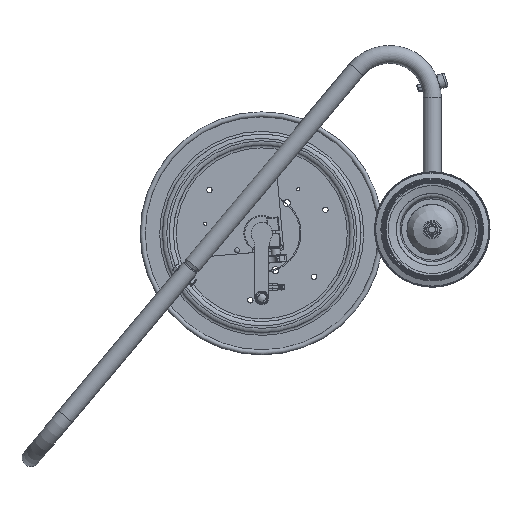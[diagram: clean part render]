
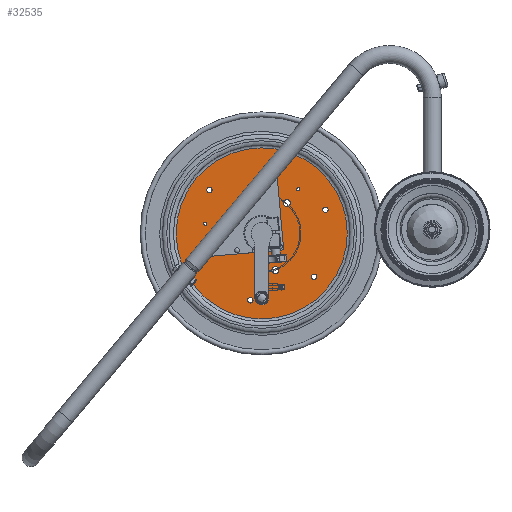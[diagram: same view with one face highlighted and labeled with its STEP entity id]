
A CAD part, left-side view. The second image highlights one B-rep face of the part: STEP entity #32535.
In plain terms, the highlighted planar face has unit normal (-1, 0, 0).
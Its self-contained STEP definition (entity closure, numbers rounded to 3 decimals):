
#784=FACE_BOUND('',#5170,.T.);
#785=FACE_BOUND('',#5171,.T.);
#786=FACE_BOUND('',#5172,.T.);
#787=FACE_BOUND('',#5173,.T.);
#788=FACE_BOUND('',#5174,.T.);
#789=FACE_BOUND('',#5175,.T.);
#790=FACE_BOUND('',#5176,.T.);
#791=FACE_BOUND('',#5177,.T.);
#792=FACE_BOUND('',#5178,.T.);
#793=FACE_BOUND('',#5179,.T.);
#794=FACE_BOUND('',#5180,.T.);
#795=FACE_BOUND('',#5181,.T.);
#796=FACE_BOUND('',#5182,.T.);
#1938=CIRCLE('',#35074,0.43);
#1939=CIRCLE('',#35076,0.25);
#1940=CIRCLE('',#35078,0.25);
#1941=CIRCLE('',#35080,0.25);
#1942=CIRCLE('',#35082,0.188);
#1943=CIRCLE('',#35084,0.188);
#1944=CIRCLE('',#35086,0.188);
#1945=CIRCLE('',#35088,0.188);
#1946=CIRCLE('',#35090,0.188);
#1947=CIRCLE('',#35092,0.188);
#1948=CIRCLE('',#35094,0.11);
#1949=CIRCLE('',#35096,0.11);
#1966=CIRCLE('',#35120,5.983);
#1967=CIRCLE('',#35121,5.983);
#1968=CIRCLE('',#35122,0.11);
#2765=PLANE('',#35119);
#3718=FACE_OUTER_BOUND('',#5169,.T.);
#5169=EDGE_LOOP('',(#25359,#25360));
#5170=EDGE_LOOP('',(#25361));
#5171=EDGE_LOOP('',(#25362));
#5172=EDGE_LOOP('',(#25363));
#5173=EDGE_LOOP('',(#25364));
#5174=EDGE_LOOP('',(#25365));
#5175=EDGE_LOOP('',(#25366));
#5176=EDGE_LOOP('',(#25367));
#5177=EDGE_LOOP('',(#25368));
#5178=EDGE_LOOP('',(#25369));
#5179=EDGE_LOOP('',(#25370));
#5180=EDGE_LOOP('',(#25371));
#5181=EDGE_LOOP('',(#25372));
#5182=EDGE_LOOP('',(#25373));
#13784=VERTEX_POINT('',#55425);
#13785=VERTEX_POINT('',#55429);
#13786=VERTEX_POINT('',#55433);
#13787=VERTEX_POINT('',#55437);
#13788=VERTEX_POINT('',#55441);
#13789=VERTEX_POINT('',#55445);
#13790=VERTEX_POINT('',#55449);
#13791=VERTEX_POINT('',#55453);
#13792=VERTEX_POINT('',#55457);
#13793=VERTEX_POINT('',#55461);
#13794=VERTEX_POINT('',#55465);
#13795=VERTEX_POINT('',#55469);
#13808=VERTEX_POINT('',#55507);
#13809=VERTEX_POINT('',#55508);
#13810=VERTEX_POINT('',#55511);
#18435=EDGE_CURVE('',#13784,#13784,#1938,.T.);
#18437=EDGE_CURVE('',#13785,#13785,#1939,.T.);
#18439=EDGE_CURVE('',#13786,#13786,#1940,.T.);
#18441=EDGE_CURVE('',#13787,#13787,#1941,.T.);
#18442=EDGE_CURVE('',#13788,#13788,#1942,.T.);
#18444=EDGE_CURVE('',#13789,#13789,#1943,.T.);
#18446=EDGE_CURVE('',#13790,#13790,#1944,.T.);
#18448=EDGE_CURVE('',#13791,#13791,#1945,.T.);
#18450=EDGE_CURVE('',#13792,#13792,#1946,.T.);
#18452=EDGE_CURVE('',#13793,#13793,#1947,.T.);
#18455=EDGE_CURVE('',#13794,#13794,#1948,.T.);
#18457=EDGE_CURVE('',#13795,#13795,#1949,.T.);
#18474=EDGE_CURVE('',#13808,#13809,#1966,.T.);
#18475=EDGE_CURVE('',#13809,#13808,#1967,.T.);
#18476=EDGE_CURVE('',#13810,#13810,#1968,.T.);
#25359=ORIENTED_EDGE('',*,*,#18474,.F.);
#25360=ORIENTED_EDGE('',*,*,#18475,.F.);
#25361=ORIENTED_EDGE('',*,*,#18435,.T.);
#25362=ORIENTED_EDGE('',*,*,#18437,.T.);
#25363=ORIENTED_EDGE('',*,*,#18439,.T.);
#25364=ORIENTED_EDGE('',*,*,#18441,.T.);
#25365=ORIENTED_EDGE('',*,*,#18476,.T.);
#25366=ORIENTED_EDGE('',*,*,#18442,.T.);
#25367=ORIENTED_EDGE('',*,*,#18444,.T.);
#25368=ORIENTED_EDGE('',*,*,#18446,.T.);
#25369=ORIENTED_EDGE('',*,*,#18448,.T.);
#25370=ORIENTED_EDGE('',*,*,#18450,.T.);
#25371=ORIENTED_EDGE('',*,*,#18452,.T.);
#25372=ORIENTED_EDGE('',*,*,#18455,.T.);
#25373=ORIENTED_EDGE('',*,*,#18457,.T.);
#32535=ADVANCED_FACE('',(#3718,#784,#785,#786,#787,#788,#789,#790,#791,
#792,#793,#794,#795,#796),#2765,.T.);
#35074=AXIS2_PLACEMENT_3D('',#55427,#39890,#39891);
#35076=AXIS2_PLACEMENT_3D('',#55431,#39895,#39896);
#35078=AXIS2_PLACEMENT_3D('',#55435,#39900,#39901);
#35080=AXIS2_PLACEMENT_3D('',#55439,#39905,#39906);
#35082=AXIS2_PLACEMENT_3D('',#55442,#39909,#39910);
#35084=AXIS2_PLACEMENT_3D('',#55446,#39914,#39915);
#35086=AXIS2_PLACEMENT_3D('',#55450,#39919,#39920);
#35088=AXIS2_PLACEMENT_3D('',#55454,#39924,#39925);
#35090=AXIS2_PLACEMENT_3D('',#55458,#39929,#39930);
#35092=AXIS2_PLACEMENT_3D('',#55462,#39934,#39935);
#35094=AXIS2_PLACEMENT_3D('',#55467,#39940,#39941);
#35096=AXIS2_PLACEMENT_3D('',#55471,#39945,#39946);
#35119=AXIS2_PLACEMENT_3D('',#55506,#39991,#39992);
#35120=AXIS2_PLACEMENT_3D('',#55509,#39993,#39994);
#35121=AXIS2_PLACEMENT_3D('',#55510,#39995,#39996);
#35122=AXIS2_PLACEMENT_3D('',#55512,#39997,#39998);
#39890=DIRECTION('center_axis',(1.,0.,0.));
#39891=DIRECTION('ref_axis',(0.,-0.938,0.347));
#39895=DIRECTION('center_axis',(1.,0.,0.));
#39896=DIRECTION('ref_axis',(0.,-0.938,0.347));
#39900=DIRECTION('center_axis',(1.,0.,0.));
#39901=DIRECTION('ref_axis',(0.,-0.938,0.347));
#39905=DIRECTION('center_axis',(1.,0.,0.));
#39906=DIRECTION('ref_axis',(0.,-0.938,0.347));
#39909=DIRECTION('center_axis',(1.,0.,0.));
#39910=DIRECTION('ref_axis',(0.,0.938,-0.347));
#39914=DIRECTION('center_axis',(1.,0.,0.));
#39915=DIRECTION('ref_axis',(0.,0.168,-0.986));
#39919=DIRECTION('center_axis',(1.,0.,0.));
#39920=DIRECTION('ref_axis',(0.,-0.77,-0.638));
#39924=DIRECTION('center_axis',(1.,0.,0.));
#39925=DIRECTION('ref_axis',(0.,-0.938,0.347));
#39929=DIRECTION('center_axis',(1.,0.,0.));
#39930=DIRECTION('ref_axis',(0.,-0.168,0.986));
#39934=DIRECTION('center_axis',(1.,0.,0.));
#39935=DIRECTION('ref_axis',(0.,0.77,0.638));
#39940=DIRECTION('center_axis',(1.,0.,0.));
#39941=DIRECTION('ref_axis',(0.,0.77,0.638));
#39945=DIRECTION('center_axis',(1.,0.,0.));
#39946=DIRECTION('ref_axis',(0.,0.168,-0.986));
#39991=DIRECTION('center_axis',(-1.,0.,0.));
#39992=DIRECTION('ref_axis',(0.,-0.347,-0.938));
#39993=DIRECTION('center_axis',(1.,0.,0.));
#39994=DIRECTION('ref_axis',(0.,-0.938,0.347));
#39995=DIRECTION('center_axis',(1.,0.,0.));
#39996=DIRECTION('ref_axis',(0.,-0.938,0.347));
#39997=DIRECTION('center_axis',(1.,0.,0.));
#39998=DIRECTION('ref_axis',(0.,-0.938,0.347));
#55425=CARTESIAN_POINT('',(-16.929,7.688,-1.91));
#55427=CARTESIAN_POINT('Origin',(-16.929,7.285,-1.761));
#55429=CARTESIAN_POINT('',(-16.929,5.764,0.269));
#55431=CARTESIAN_POINT('Origin',(-16.929,5.53,0.356));
#55433=CARTESIAN_POINT('',(-16.929,6.564,-4.427));
#55435=CARTESIAN_POINT('Origin',(-16.929,6.33,-4.34));
#55437=CARTESIAN_POINT('',(-16.929,10.23,-1.386));
#55439=CARTESIAN_POINT('Origin',(-16.929,9.996,-1.299));
#55441=CARTESIAN_POINT('',(-16.929,3.453,-4.728));
#55442=CARTESIAN_POINT('Origin',(-16.929,3.629,-4.793));
#55445=CARTESIAN_POINT('',(-16.929,2.8,0.074));
#55446=CARTESIAN_POINT('Origin',(-16.929,2.831,-0.111));
#55449=CARTESIAN_POINT('',(-16.929,6.632,3.041));
#55450=CARTESIAN_POINT('Origin',(-16.929,6.487,2.921));
#55453=CARTESIAN_POINT('',(-16.929,11.117,1.206));
#55454=CARTESIAN_POINT('Origin',(-16.929,10.941,1.271));
#55457=CARTESIAN_POINT('',(-16.929,11.771,-3.596));
#55458=CARTESIAN_POINT('Origin',(-16.929,11.739,-3.411));
#55461=CARTESIAN_POINT('',(-16.929,7.939,-6.563));
#55462=CARTESIAN_POINT('Origin',(-16.929,8.083,-6.444));
#55465=CARTESIAN_POINT('',(-16.929,4.647,1.248));
#55467=CARTESIAN_POINT('Origin',(-16.929,4.732,1.318));
#55469=CARTESIAN_POINT('',(-16.929,11.21,-0.981));
#55471=CARTESIAN_POINT('Origin',(-16.929,11.228,-1.089));
#55506=CARTESIAN_POINT('Origin',(-16.929,4.48,-0.722));
#55507=CARTESIAN_POINT('',(-16.929,1.675,0.318));
#55508=CARTESIAN_POINT('',(-16.929,5.206,-7.372));
#55509=CARTESIAN_POINT('Origin',(-16.929,7.285,-1.761));
#55510=CARTESIAN_POINT('Origin',(-16.929,7.285,-1.761));
#55511=CARTESIAN_POINT('',(-16.929,5.998,-5.55));
#55512=CARTESIAN_POINT('Origin',(-16.929,5.895,-5.512));
